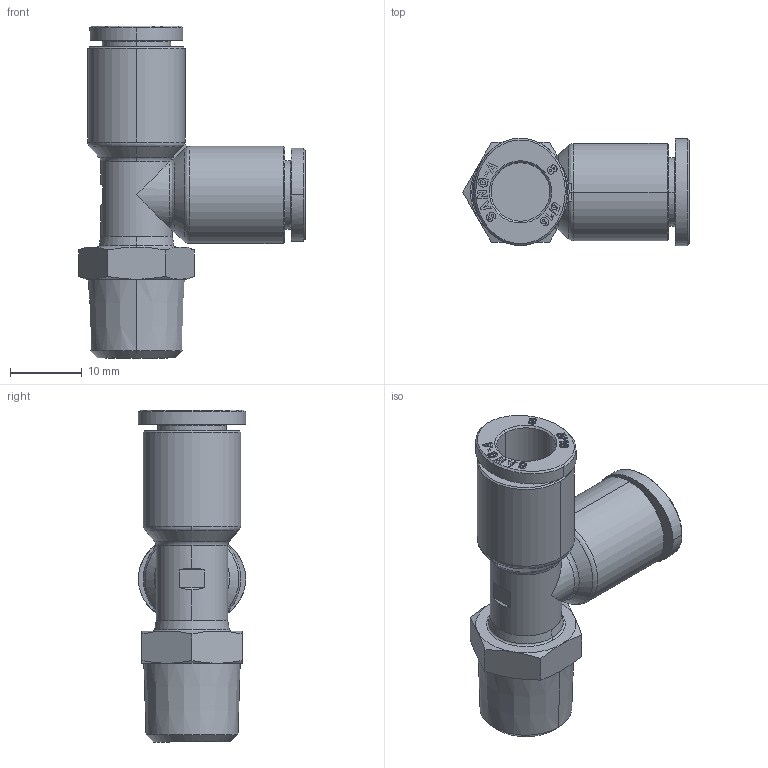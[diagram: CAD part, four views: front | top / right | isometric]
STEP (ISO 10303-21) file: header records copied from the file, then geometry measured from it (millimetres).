
FILE_DESCRIPTION (( 'STEP AP214' ), '1' );
FILE_NAME ('PST08-02.stp', '2015-10-15T09:30:33', ( '' ), ( '' ), 'SwSTEP 2.0', 'SolidWorks 2015', '' );
FILE_SCHEMA (( 'AUTOMOTIVE_DESIGN' ));
Length unit declared in the file: millimetre
Products named in the file (2): ｦ+ﾃｦ1; PST08-02
Assembly tree (1 placements, depth 2):
  PST08-02
    ｦ+ﾃｦ1
Bounding box: 31.68 x 15 x 46.4 mm (x, y, z)
Volume: 6026.3 mm3; surface area: 4557.7 mm2
Topology: 1 solids, 1 shells, 833 faces, 2338 edges, 1546 vertices
Faces by surface type: plane 689, bspline 64, cone 39, cylinder 34, torus 7
Entity records: 28954 total; most frequent: CARTESIAN_POINT 7271, ORIENTED_EDGE 4672, DIRECTION 3814, EDGE_CURVE 2336, VECTOR 2004, LINE 2004, VERTEX_POINT 1546, AXIS2_PLACEMENT_3D 905
